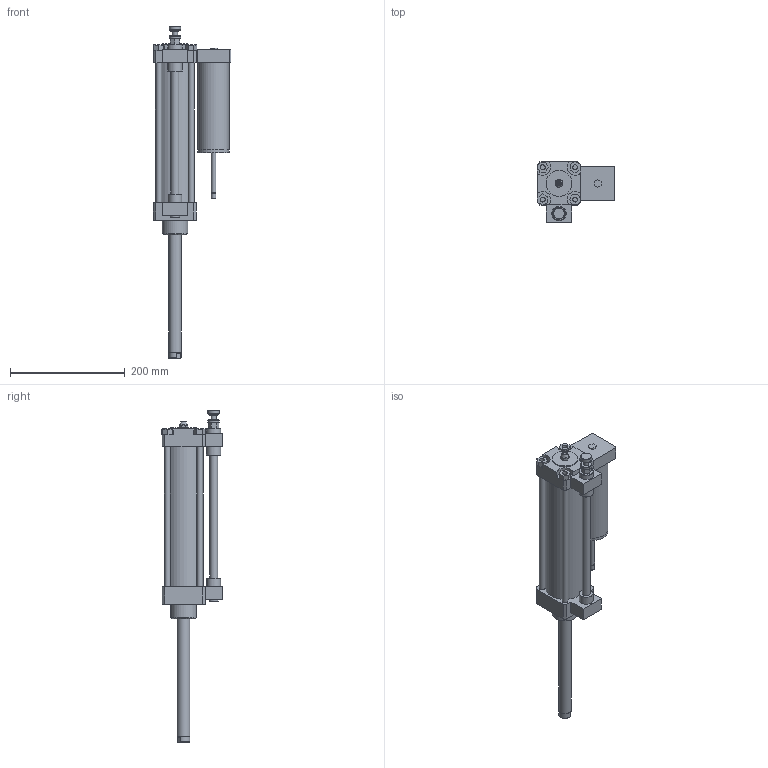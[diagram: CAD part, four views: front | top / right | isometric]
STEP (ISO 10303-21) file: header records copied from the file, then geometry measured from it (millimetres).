
FILE_DESCRIPTION((''),'2;1');
FILE_NAME('1400_63_0200_01_2.iam.stp','2009-04-23T12:02:15',(''),(''),'Autodesk Inventor 2009','Autodesk Inventor 2009','');
FILE_SCHEMA(('AUTOMOTIVE_DESIGN { 1 0 10303 214 1 1 1 1 }'));
Length unit declared in the file: millimetre
Products named in the file (5): 1400_63_0200_01_2; 1400630200T; CORPO REGOLATORE 63; REGOLATORE 63; STELO 63 C200
Assembly tree (4 placements, depth 2):
  1400_63_0200_01_2
    1400630200T
    CORPO REGOLATORE 63
    REGOLATORE 63
    STELO 63 C200
Bounding box: 135.56 x 105.56 x 579 mm (x, y, z)
Volume: 1994661.6 mm3; surface area: 210443.3 mm2
Topology: 4 solids, 4 shells, 195 faces, 449 edges, 291 vertices
Faces by surface type: plane 112, cylinder 37, bspline 30, cone 16
Full cylindrical faces by diameter (mm): 2 x2, 8 x2, 9 x1, 10 x4, 14 x2, 16 x1, 20 x2, 21.7 x1, 22 x2, 24 x1, 25 x2, 45 x2, 54.9 x1, 55 x1, 68 x1
Entity records: 5800 total; most frequent: CARTESIAN_POINT 1277, DIRECTION 843, ORIENTED_EDGE 780, EDGE_CURVE 390, AXIS2_PLACEMENT_3D 301, VERTEX_POINT 284, EDGE_LOOP 284, VECTOR 241
